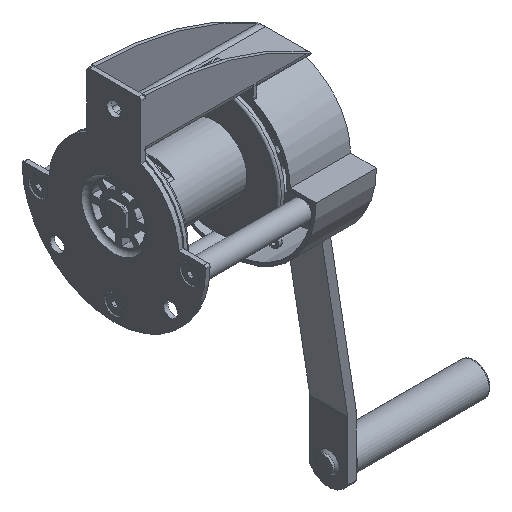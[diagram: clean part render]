
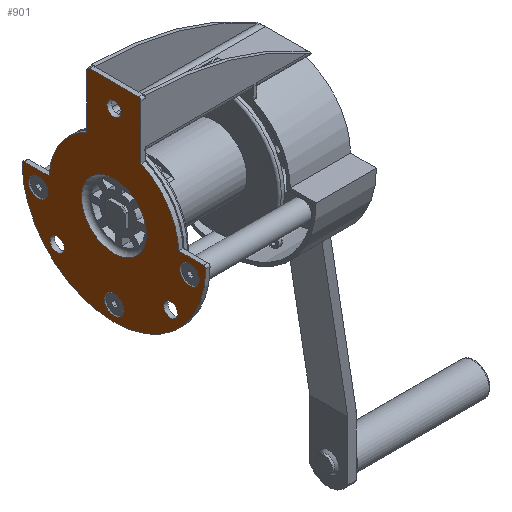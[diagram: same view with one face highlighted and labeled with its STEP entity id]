
A CAD part, isometric view. The second image highlights one B-rep face of the part: STEP entity #901.
In plain terms, the highlighted face is planar.
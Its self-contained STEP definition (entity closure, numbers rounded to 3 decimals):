
#901=ADVANCED_FACE('',(#2010,#2011,#2012,#2013,#2014,#2015,#2016,#2017),#2018,.T.);
#2010=FACE_OUTER_BOUND('',#3934,.T.);
#2011=FACE_BOUND('',#3935,.T.);
#2012=FACE_BOUND('',#3936,.T.);
#2013=FACE_BOUND('',#3937,.T.);
#2014=FACE_BOUND('',#3938,.T.);
#2015=FACE_BOUND('',#3939,.T.);
#2016=FACE_BOUND('',#3940,.T.);
#2017=FACE_BOUND('',#3941,.T.);
#2018=PLANE('',#3942);
#3934=EDGE_LOOP('',(#6451,#6452,#6453,#6454,#6455,#6456,#6457,#6458,#6459,#6460,#6461,#6462));
#3935=EDGE_LOOP('',(#6463));
#3936=EDGE_LOOP('',(#6464));
#3937=EDGE_LOOP('',(#6465));
#3938=EDGE_LOOP('',(#6466));
#3939=EDGE_LOOP('',(#6467));
#3940=EDGE_LOOP('',(#6468));
#3941=EDGE_LOOP('',(#6469));
#3942=AXIS2_PLACEMENT_3D('',#6470,#6471,#6472);
#6451=ORIENTED_EDGE('',*,*,#8451,.F.);
#6452=ORIENTED_EDGE('',*,*,#8829,.T.);
#6453=ORIENTED_EDGE('',*,*,#8830,.F.);
#6454=ORIENTED_EDGE('',*,*,#8831,.T.);
#6455=ORIENTED_EDGE('',*,*,#8052,.F.);
#6456=ORIENTED_EDGE('',*,*,#8832,.T.);
#6457=ORIENTED_EDGE('',*,*,#8833,.F.);
#6458=ORIENTED_EDGE('',*,*,#8834,.T.);
#6459=ORIENTED_EDGE('',*,*,#8706,.F.);
#6460=ORIENTED_EDGE('',*,*,#8555,.T.);
#6461=ORIENTED_EDGE('',*,*,#8747,.F.);
#6462=ORIENTED_EDGE('',*,*,#8504,.T.);
#6463=ORIENTED_EDGE('',*,*,#8835,.T.);
#6464=ORIENTED_EDGE('',*,*,#8836,.T.);
#6465=ORIENTED_EDGE('',*,*,#8837,.F.);
#6466=ORIENTED_EDGE('',*,*,#8838,.F.);
#6467=ORIENTED_EDGE('',*,*,#8839,.T.);
#6468=ORIENTED_EDGE('',*,*,#8840,.F.);
#6469=ORIENTED_EDGE('',*,*,#8841,.T.);
#6470=CARTESIAN_POINT('',(-34.655,-8.577,-55.332));
#6471=DIRECTION('',(0.,1.,0.));
#6472=DIRECTION('',(1.,0.,0.));
#8052=EDGE_CURVE('',#9413,#9408,#9415,.T.);
#8451=EDGE_CURVE('',#10089,#10090,#10091,.T.);
#8504=EDGE_CURVE('',#10169,#10090,#10171,.T.);
#8555=EDGE_CURVE('',#10247,#10248,#10249,.T.);
#8706=EDGE_CURVE('',#10247,#10467,#10468,.T.);
#8747=EDGE_CURVE('',#10169,#10248,#10524,.T.);
#8829=EDGE_CURVE('',#10089,#10640,#10641,.T.);
#8830=EDGE_CURVE('',#10642,#10640,#10643,.T.);
#8831=EDGE_CURVE('',#10642,#9408,#10644,.T.);
#8832=EDGE_CURVE('',#9413,#10645,#10646,.T.);
#8833=EDGE_CURVE('',#10647,#10645,#10648,.T.);
#8834=EDGE_CURVE('',#10647,#10467,#10649,.T.);
#8835=EDGE_CURVE('',#10650,#10650,#10651,.T.);
#8836=EDGE_CURVE('',#10652,#10652,#10653,.T.);
#8837=EDGE_CURVE('',#10654,#10654,#10655,.T.);
#8838=EDGE_CURVE('',#10656,#10656,#10657,.T.);
#8839=EDGE_CURVE('',#10658,#10658,#10659,.T.);
#8840=EDGE_CURVE('',#10660,#10660,#10661,.T.);
#8841=EDGE_CURVE('',#10662,#10662,#10663,.T.);
#9408=VERTEX_POINT('',#11675);
#9413=VERTEX_POINT('',#11681);
#9415=CIRCLE('',#11684,2.);
#10089=VERTEX_POINT('',#13275);
#10090=VERTEX_POINT('',#13276);
#10091=CIRCLE('',#13277,2.);
#10169=VERTEX_POINT('',#13381);
#10171=CIRCLE('',#13384,85.);
#10247=VERTEX_POINT('',#13796);
#10248=VERTEX_POINT('',#13797);
#10249=LINE('',#13798,#13799);
#10467=VERTEX_POINT('',#14286);
#10468=CIRCLE('',#14287,60.);
#10524=CIRCLE('',#14599,2.);
#10640=VERTEX_POINT('',#15012);
#10641=LINE('',#15013,#15014);
#10642=VERTEX_POINT('',#15015);
#10643=CIRCLE('',#15016,60.);
#10644=LINE('',#15017,#15018);
#10645=VERTEX_POINT('',#15019);
#10646=LINE('',#15020,#15021);
#10647=VERTEX_POINT('',#15022);
#10648=CIRCLE('',#15023,2.);
#10649=LINE('',#15024,#15025);
#10650=VERTEX_POINT('',#15026);
#10651=CIRCLE('',#15027,6.5);
#10652=VERTEX_POINT('',#15028);
#10653=CIRCLE('',#15029,6.5);
#10654=VERTEX_POINT('',#15030);
#10655=CIRCLE('',#15031,9.);
#10656=VERTEX_POINT('',#15032);
#10657=CIRCLE('',#15033,9.);
#10658=VERTEX_POINT('',#15034);
#10659=CIRCLE('',#15035,30.);
#10660=VERTEX_POINT('',#15036);
#10661=CIRCLE('',#15037,9.);
#10662=VERTEX_POINT('',#15038);
#10663=CIRCLE('',#15039,6.5);
#11675=CARTESIAN_POINT('',(-30.3,-8.577,105.));
#11681=CARTESIAN_POINT('',(-28.3,-8.577,107.));
#11684=AXIS2_PLACEMENT_3D('',#16209,#16210,#16211);
#13275=CARTESIAN_POINT('',(-88.3,-8.577,2.));
#13276=CARTESIAN_POINT('',(-90.3,-8.577,0.));
#13277=AXIS2_PLACEMENT_3D('',#16725,#16726,#16727);
#13381=CARTESIAN_POINT('',(79.7,-8.577,0.));
#13384=AXIS2_PLACEMENT_3D('',#16785,#16786,#16787);
#13796=CARTESIAN_POINT('',(54.667,-8.577,2.));
#13797=CARTESIAN_POINT('',(77.7,-8.577,2.));
#13798=CARTESIAN_POINT('',(-31.702,-8.577,2.));
#13799=VECTOR('',#16836,1.);
#14286=CARTESIAN_POINT('',(19.7,-8.577,54.544));
#14287=AXIS2_PLACEMENT_3D('',#17013,#17014,#17015);
#14599=AXIS2_PLACEMENT_3D('',#17051,#17052,#17053);
#15012=CARTESIAN_POINT('',(-65.267,-8.577,2.));
#15013=CARTESIAN_POINT('',(-31.702,-8.577,2.));
#15014=VECTOR('',#17141,1.);
#15015=CARTESIAN_POINT('',(-30.3,-8.577,54.544));
#15016=AXIS2_PLACEMENT_3D('',#17142,#17143,#17144);
#15017=CARTESIAN_POINT('',(-30.3,-8.577,33.735));
#15018=VECTOR('',#17145,1.);
#15019=CARTESIAN_POINT('',(17.7,-8.577,107.));
#15020=CARTESIAN_POINT('',(-31.702,-8.577,107.));
#15021=VECTOR('',#17146,1.);
#15022=CARTESIAN_POINT('',(19.7,-8.577,105.));
#15023=AXIS2_PLACEMENT_3D('',#17147,#17148,#17149);
#15024=CARTESIAN_POINT('',(19.7,-8.577,33.735));
#15025=VECTOR('',#17150,1.);
#15026=CARTESIAN_POINT('',(53.7,-8.577,-49.));
#15027=AXIS2_PLACEMENT_3D('',#17151,#17152,#17153);
#15028=CARTESIAN_POINT('',(-51.3,-8.577,-49.));
#15029=AXIS2_PLACEMENT_3D('',#17154,#17155,#17156);
#15030=CARTESIAN_POINT('',(55.7,-8.577,-12.));
#15031=AXIS2_PLACEMENT_3D('',#17157,#17158,#17159);
#15032=CARTESIAN_POINT('',(-84.3,-8.577,-12.));
#15033=AXIS2_PLACEMENT_3D('',#17160,#17161,#17162);
#15034=CARTESIAN_POINT('',(-35.3,-8.577,0.));
#15035=AXIS2_PLACEMENT_3D('',#17163,#17164,#17165);
#15036=CARTESIAN_POINT('',(-14.3,-8.577,-71.));
#15037=AXIS2_PLACEMENT_3D('',#17166,#17167,#17168);
#15038=CARTESIAN_POINT('',(1.2,-8.577,86.));
#15039=AXIS2_PLACEMENT_3D('',#17169,#17170,#17171);
#16209=CARTESIAN_POINT('',(-28.3,-8.577,105.));
#16210=DIRECTION('',(0.,-1.,0.));
#16211=DIRECTION('',(1.,0.,0.));
#16725=CARTESIAN_POINT('',(-88.3,-8.577,0.));
#16726=DIRECTION('',(0.,-1.,0.));
#16727=DIRECTION('',(1.,0.,0.));
#16785=CARTESIAN_POINT('',(-5.3,-8.577,0.));
#16786=DIRECTION('',(0.,1.,0.));
#16787=DIRECTION('',(0.,0.,1.));
#16836=DIRECTION('',(1.,0.,0.));
#17013=CARTESIAN_POINT('',(-5.3,-8.577,0.));
#17014=DIRECTION('',(0.,-1.,0.));
#17015=DIRECTION('',(1.,0.,0.));
#17051=CARTESIAN_POINT('',(77.7,-8.577,0.));
#17052=DIRECTION('',(0.,-1.,0.));
#17053=DIRECTION('',(1.,0.,0.));
#17141=DIRECTION('',(1.,0.,0.));
#17142=CARTESIAN_POINT('',(-5.3,-8.577,0.));
#17143=DIRECTION('',(0.,-1.,0.));
#17144=DIRECTION('',(1.,0.,0.));
#17145=DIRECTION('',(0.,0.,1.));
#17146=DIRECTION('',(1.,0.,0.));
#17147=CARTESIAN_POINT('',(17.7,-8.577,105.));
#17148=DIRECTION('',(0.,-1.,0.));
#17149=DIRECTION('',(1.,0.,0.));
#17150=DIRECTION('',(0.,0.,-1.));
#17151=CARTESIAN_POINT('',(47.2,-8.577,-49.));
#17152=DIRECTION('',(0.,-1.,0.));
#17153=DIRECTION('',(1.,0.,0.));
#17154=CARTESIAN_POINT('',(-57.8,-8.577,-49.));
#17155=DIRECTION('',(0.,-1.,0.));
#17156=DIRECTION('',(1.,0.,0.));
#17157=CARTESIAN_POINT('',(64.7,-8.577,-12.));
#17158=DIRECTION('',(0.,1.,0.));
#17159=DIRECTION('',(-1.,0.,0.));
#17160=CARTESIAN_POINT('',(-75.3,-8.577,-12.));
#17161=DIRECTION('',(0.,1.,0.));
#17162=DIRECTION('',(-1.,0.,0.));
#17163=CARTESIAN_POINT('',(-5.3,-8.577,0.));
#17164=DIRECTION('',(0.,-1.,0.));
#17165=DIRECTION('',(-1.,0.,0.));
#17166=CARTESIAN_POINT('',(-5.3,-8.577,-71.));
#17167=DIRECTION('',(0.,1.,0.));
#17168=DIRECTION('',(-1.,0.,0.));
#17169=CARTESIAN_POINT('',(-5.3,-8.577,86.));
#17170=DIRECTION('',(0.,-1.,0.));
#17171=DIRECTION('',(1.,0.,0.));
